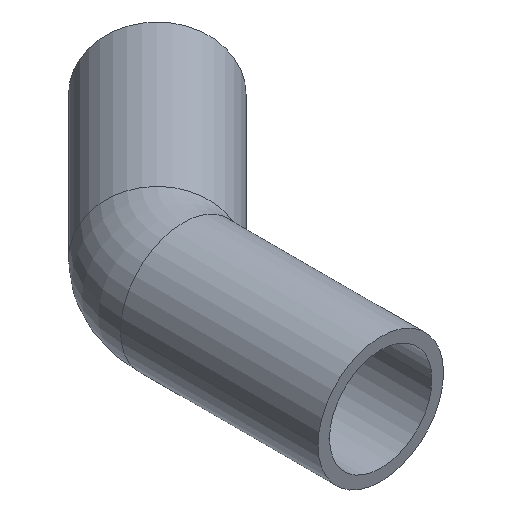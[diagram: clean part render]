
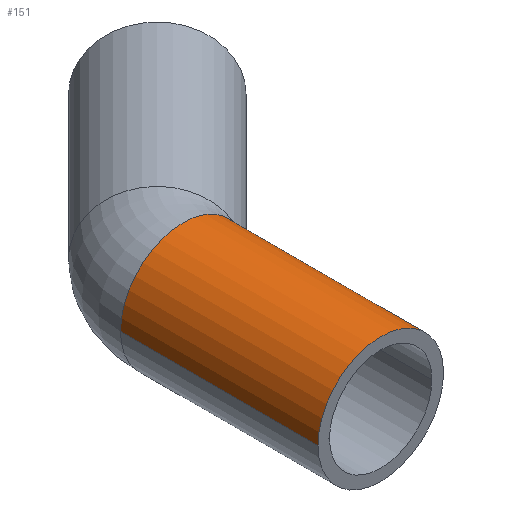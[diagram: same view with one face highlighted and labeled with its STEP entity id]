
A CAD part, isometric view. The second image highlights one B-rep face of the part: STEP entity #151.
In plain terms, the highlighted cylindrical face has radius 25 mm (diameter 50 mm), a partial arc.
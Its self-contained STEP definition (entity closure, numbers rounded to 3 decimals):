
#2 = VERTEX_POINT ( 'NONE', #192 ) ;
#25 = CIRCLE ( 'NONE', #270, 25. ) ;
#46 = ORIENTED_EDGE ( 'NONE', *, *, #279, .F. ) ;
#60 = VERTEX_POINT ( 'NONE', #227 ) ;
#80 = LINE ( 'NONE', #207, #265 ) ;
#87 = EDGE_CURVE ( 'NONE', #129, #2, #25, .T. ) ;
#105 = CARTESIAN_POINT ( 'NONE',  ( -25., 0., 0. ) ) ;
#112 = ORIENTED_EDGE ( 'NONE', *, *, #407, .T. ) ;
#114 = CARTESIAN_POINT ( 'NONE',  ( -25., 0., 0. ) ) ;
#122 = VERTEX_POINT ( 'NONE', #105 ) ;
#129 = VERTEX_POINT ( 'NONE', #229 ) ;
#136 = AXIS2_PLACEMENT_3D ( 'NONE', #185, #281, #404 ) ;
#139 = CARTESIAN_POINT ( 'NONE',  ( 0., 78.645, 0. ) ) ;
#143 = CARTESIAN_POINT ( 'NONE',  ( 0., 0., 0. ) ) ;
#151 = ADVANCED_FACE ( 'NONE', ( #292 ), #416, .T. ) ;
#185 = CARTESIAN_POINT ( 'NONE',  ( 0., 0., 0. ) ) ;
#192 = CARTESIAN_POINT ( 'NONE',  ( 25., 78.645, 0. ) ) ;
#207 = CARTESIAN_POINT ( 'NONE',  ( 25., 0., 0. ) ) ;
#219 = EDGE_LOOP ( 'NONE', ( #112, #353, #391, #46 ) ) ;
#227 = CARTESIAN_POINT ( 'NONE',  ( 25., 0., 0. ) ) ;
#229 = CARTESIAN_POINT ( 'NONE',  ( -25., 78.645, 0. ) ) ;
#234 = EDGE_CURVE ( 'NONE', #60, #2, #80, .T. ) ;
#239 = DIRECTION ( 'NONE',  ( 0., 1., 0. ) ) ;
#261 = DIRECTION ( 'NONE',  ( 0., 1., 0. ) ) ;
#264 = DIRECTION ( 'NONE',  ( 0., 1., 0. ) ) ;
#265 = VECTOR ( 'NONE', #329, 1000. ) ;
#270 = AXIS2_PLACEMENT_3D ( 'NONE', #139, #261, #380 ) ;
#279 = EDGE_CURVE ( 'NONE', #122, #129, #394, .T. ) ;
#281 = DIRECTION ( 'NONE',  ( 0., 1., 0. ) ) ;
#292 = FACE_OUTER_BOUND ( 'NONE', #219, .T. ) ;
#295 = VECTOR ( 'NONE', #239, 1000. ) ;
#306 = CIRCLE ( 'NONE', #136, 25. ) ;
#329 = DIRECTION ( 'NONE',  ( 0., 1., 0. ) ) ;
#350 = AXIS2_PLACEMENT_3D ( 'NONE', #143, #264, #383 ) ;
#353 = ORIENTED_EDGE ( 'NONE', *, *, #234, .T. ) ;
#380 = DIRECTION ( 'NONE',  ( 0., 0., 1. ) ) ;
#383 = DIRECTION ( 'NONE',  ( -1., 0., 0. ) ) ;
#391 = ORIENTED_EDGE ( 'NONE', *, *, #87, .F. ) ;
#394 = LINE ( 'NONE', #114, #295 ) ;
#404 = DIRECTION ( 'NONE',  ( 0., 0., 1. ) ) ;
#407 = EDGE_CURVE ( 'NONE', #122, #60, #306, .T. ) ;
#416 = CYLINDRICAL_SURFACE ( 'NONE', #350, 25. ) ;
